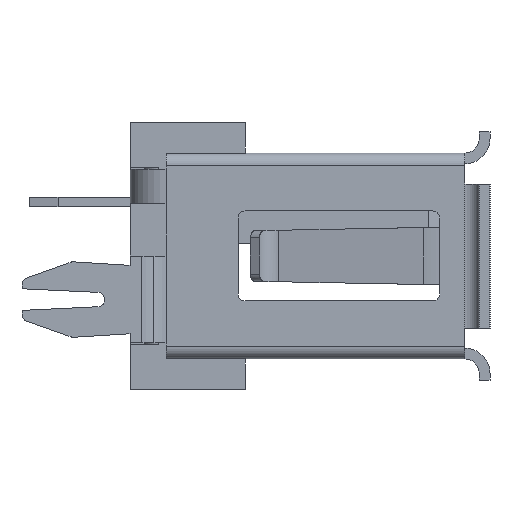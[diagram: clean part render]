
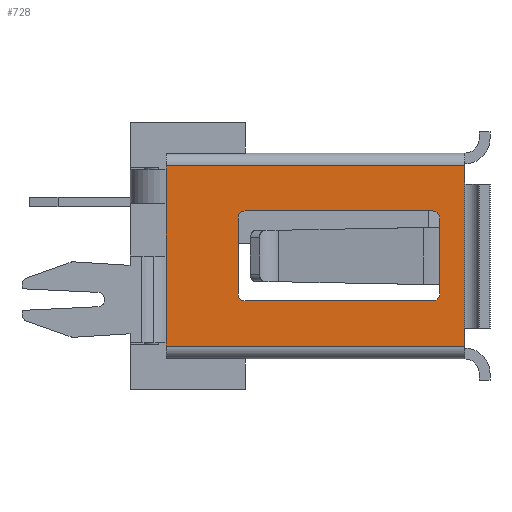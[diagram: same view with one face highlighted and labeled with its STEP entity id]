
A CAD part, left-side view. The second image highlights one B-rep face of the part: STEP entity #728.
In plain terms, the highlighted planar face has unit normal (-1, 0, 0).
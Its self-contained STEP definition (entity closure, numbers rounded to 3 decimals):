
#728 = ADVANCED_FACE( '', ( #1713, #1714 ), #1715, .T. );
#1713 = FACE_OUTER_BOUND( '', #2983, .T. );
#1714 = FACE_BOUND( '', #2984, .T. );
#1715 = PLANE( '', #2985 );
#2983 = EDGE_LOOP( '', ( #4970, #4971, #4972, #4973, #4974, #4975, #4976, #4977, #4978, #4979 ) );
#2984 = EDGE_LOOP( '', ( #4980, #4981, #4982, #4983, #4984, #4985, #4986, #4987, #4988, #4989 ) );
#2985 = AXIS2_PLACEMENT_3D( '', #4990, #4991, #4992 );
#4970 = ORIENTED_EDGE( '', *, *, #8633, .F. );
#4971 = ORIENTED_EDGE( '', *, *, #8634, .F. );
#4972 = ORIENTED_EDGE( '', *, *, #8627, .T. );
#4973 = ORIENTED_EDGE( '', *, *, #8635, .T. );
#4974 = ORIENTED_EDGE( '', *, *, #8636, .T. );
#4975 = ORIENTED_EDGE( '', *, *, #8637, .F. );
#4976 = ORIENTED_EDGE( '', *, *, #8638, .T. );
#4977 = ORIENTED_EDGE( '', *, *, #8639, .T. );
#4978 = ORIENTED_EDGE( '', *, *, #8640, .F. );
#4979 = ORIENTED_EDGE( '', *, *, #8641, .T. );
#4980 = ORIENTED_EDGE( '', *, *, #8642, .T. );
#4981 = ORIENTED_EDGE( '', *, *, #8643, .T. );
#4982 = ORIENTED_EDGE( '', *, *, #8373, .T. );
#4983 = ORIENTED_EDGE( '', *, *, #8644, .T. );
#4984 = ORIENTED_EDGE( '', *, *, #8645, .T. );
#4985 = ORIENTED_EDGE( '', *, *, #8646, .T. );
#4986 = ORIENTED_EDGE( '', *, *, #8647, .T. );
#4987 = ORIENTED_EDGE( '', *, *, #8648, .T. );
#4988 = ORIENTED_EDGE( '', *, *, #8649, .T. );
#4989 = ORIENTED_EDGE( '', *, *, #8650, .T. );
#4990 = CARTESIAN_POINT( '', ( -6.55, 4.15, -2.56 ) );
#4991 = DIRECTION( '', ( -1., 0., 0. ) );
#4992 = DIRECTION( '', ( 0., 0., 1. ) );
#8373 = EDGE_CURVE( '', #10298, #10296, #10299, .T. );
#8627 = EDGE_CURVE( '', #10720, #10402, #10721, .F. );
#8633 = EDGE_CURVE( '', #10729, #10730, #10731, .F. );
#8634 = EDGE_CURVE( '', #10720, #10729, #10732, .T. );
#8635 = EDGE_CURVE( '', #10402, #10733, #10734, .T. );
#8636 = EDGE_CURVE( '', #10733, #10735, #10736, .F. );
#8637 = EDGE_CURVE( '', #10737, #10735, #10738, .T. );
#8638 = EDGE_CURVE( '', #10737, #10739, #10740, .F. );
#8639 = EDGE_CURVE( '', #10739, #10741, #10742, .F. );
#8640 = EDGE_CURVE( '', #10743, #10741, #10744, .F. );
#8641 = EDGE_CURVE( '', #10743, #10730, #10745, .T. );
#8642 = EDGE_CURVE( '', #10746, #10747, #10748, .T. );
#8643 = EDGE_CURVE( '', #10747, #10298, #10749, .F. );
#8644 = EDGE_CURVE( '', #10296, #10750, #10751, .F. );
#8645 = EDGE_CURVE( '', #10750, #10752, #10753, .T. );
#8646 = EDGE_CURVE( '', #10752, #10754, #10755, .F. );
#8647 = EDGE_CURVE( '', #10754, #9822, #10756, .T. );
#8648 = EDGE_CURVE( '', #9822, #10757, #10758, .T. );
#8649 = EDGE_CURVE( '', #10757, #10759, #10760, .T. );
#8650 = EDGE_CURVE( '', #10759, #10746, #10761, .F. );
#9822 = VERTEX_POINT( '', #12299 );
#10296 = VERTEX_POINT( '', #12975 );
#10298 = VERTEX_POINT( '', #12978 );
#10299 = LINE( '', #12979, #12980 );
#10402 = VERTEX_POINT( '', #13127 );
#10720 = VERTEX_POINT( '', #13572 );
#10721 = LINE( '', #13573, #13574 );
#10729 = VERTEX_POINT( '', #13584 );
#10730 = VERTEX_POINT( '', #13585 );
#10731 = LINE( '', #13586, #13587 );
#10732 = LINE( '', #13588, #13589 );
#10733 = VERTEX_POINT( '', #13590 );
#10734 = LINE( '', #13591, #13592 );
#10735 = VERTEX_POINT( '', #13593 );
#10736 = LINE( '', #13594, #13595 );
#10737 = VERTEX_POINT( '', #13596 );
#10738 = LINE( '', #13597, #13598 );
#10739 = VERTEX_POINT( '', #13599 );
#10740 = LINE( '', #13600, #13601 );
#10741 = VERTEX_POINT( '', #13602 );
#10742 = LINE( '', #13603, #13604 );
#10743 = VERTEX_POINT( '', #13605 );
#10744 = LINE( '', #13606, #13607 );
#10745 = LINE( '', #13608, #13609 );
#10746 = VERTEX_POINT( '', #13610 );
#10747 = VERTEX_POINT( '', #13611 );
#10748 = LINE( '', #13612, #13613 );
#10749 = CIRCLE( '', #13614, 0.2 );
#10750 = VERTEX_POINT( '', #13615 );
#10751 = CIRCLE( '', #13616, 0.2 );
#10752 = VERTEX_POINT( '', #13617 );
#10753 = LINE( '', #13618, #13619 );
#10754 = VERTEX_POINT( '', #13620 );
#10755 = CIRCLE( '', #13621, 0.2 );
#10756 = LINE( '', #13622, #13623 );
#10757 = VERTEX_POINT( '', #13624 );
#10758 = LINE( '', #13625, #13626 );
#10759 = VERTEX_POINT( '', #13627 );
#10760 = LINE( '', #13628, #13629 );
#10761 = CIRCLE( '', #13630, 0.2 );
#12299 = CARTESIAN_POINT( '', ( -6.55, -3.45, 0.8 ) );
#12975 = CARTESIAN_POINT( '', ( -6.55, 2.15, 1.05 ) );
#12978 = CARTESIAN_POINT( '', ( -6.55, 2.15, -1.05 ) );
#12979 = CARTESIAN_POINT( '', ( -6.55, 2.15, -2.56 ) );
#12980 = VECTOR( '', #15805, 1000. );
#13127 = CARTESIAN_POINT( '', ( -6.55, 4.15, 2.409 ) );
#13572 = CARTESIAN_POINT( '', ( -6.55, 4.15, 2.51 ) );
#13573 = CARTESIAN_POINT( '', ( -6.55, 4.15, -2.56 ) );
#13574 = VECTOR( '', #16108, 1000. );
#13584 = CARTESIAN_POINT( '', ( -6.55, -4.15, 2.51 ) );
#13585 = CARTESIAN_POINT( '', ( -6.55, -4.15, 2. ) );
#13586 = CARTESIAN_POINT( '', ( -6.55, -4.15, -2.56 ) );
#13587 = VECTOR( '', #16117, 1000. );
#13588 = CARTESIAN_POINT( '', ( -6.55, 4.15, 2.51 ) );
#13589 = VECTOR( '', #16118, 1000. );
#13590 = CARTESIAN_POINT( '', ( -6.55, 4.15, 1.459 ) );
#13591 = CARTESIAN_POINT( '', ( -6.55, 4.15, 2.409 ) );
#13592 = VECTOR( '', #16119, 1000. );
#13593 = CARTESIAN_POINT( '', ( -6.55, 4.15, -0.01 ) );
#13594 = CARTESIAN_POINT( '', ( -6.55, 4.15, -2.56 ) );
#13595 = VECTOR( '', #16120, 1000. );
#13596 = CARTESIAN_POINT( '', ( -6.55, 4.15, -2.41 ) );
#13597 = CARTESIAN_POINT( '', ( -6.55, 4.15, -2.41 ) );
#13598 = VECTOR( '', #16121, 1000. );
#13599 = CARTESIAN_POINT( '', ( -6.55, 4.15, -2.51 ) );
#13600 = CARTESIAN_POINT( '', ( -6.55, 4.15, -2.56 ) );
#13601 = VECTOR( '', #16122, 1000. );
#13602 = CARTESIAN_POINT( '', ( -6.55, -4.15, -2.51 ) );
#13603 = CARTESIAN_POINT( '', ( -6.55, 4.15, -2.51 ) );
#13604 = VECTOR( '', #16123, 1000. );
#13605 = CARTESIAN_POINT( '', ( -6.55, -4.15, -2. ) );
#13606 = CARTESIAN_POINT( '', ( -6.55, -4.15, -2.56 ) );
#13607 = VECTOR( '', #16124, 1000. );
#13608 = CARTESIAN_POINT( '', ( -6.55, -4.15, -2. ) );
#13609 = VECTOR( '', #16125, 1000. );
#13610 = CARTESIAN_POINT( '', ( -6.55, -3.25, -1.25 ) );
#13611 = CARTESIAN_POINT( '', ( -6.55, 1.95, -1.25 ) );
#13612 = CARTESIAN_POINT( '', ( -6.55, 4.15, -1.25 ) );
#13613 = VECTOR( '', #16126, 1000. );
#13614 = AXIS2_PLACEMENT_3D( '', #16127, #16128, #16129 );
#13615 = CARTESIAN_POINT( '', ( -6.55, 1.95, 1.25 ) );
#13616 = AXIS2_PLACEMENT_3D( '', #16130, #16131, #16132 );
#13617 = CARTESIAN_POINT( '', ( -6.55, -3.25, 1.25 ) );
#13618 = CARTESIAN_POINT( '', ( -6.55, 4.15, 1.25 ) );
#13619 = VECTOR( '', #16133, 1000. );
#13620 = CARTESIAN_POINT( '', ( -6.55, -3.45, 1.05 ) );
#13621 = AXIS2_PLACEMENT_3D( '', #16134, #16135, #16136 );
#13622 = CARTESIAN_POINT( '', ( -6.55, -3.45, -2.56 ) );
#13623 = VECTOR( '', #16137, 1000. );
#13624 = CARTESIAN_POINT( '', ( -6.55, -3.45, -0.8 ) );
#13625 = CARTESIAN_POINT( '', ( -6.55, -3.45, 0.8 ) );
#13626 = VECTOR( '', #16138, 1000. );
#13627 = CARTESIAN_POINT( '', ( -6.55, -3.45, -1.05 ) );
#13628 = CARTESIAN_POINT( '', ( -6.55, -3.45, -2.56 ) );
#13629 = VECTOR( '', #16139, 1000. );
#13630 = AXIS2_PLACEMENT_3D( '', #16140, #16141, #16142 );
#15805 = DIRECTION( '', ( 0., 0., 1. ) );
#16108 = DIRECTION( '', ( 0., 0., 1. ) );
#16117 = DIRECTION( '', ( 0., 0., 1. ) );
#16118 = DIRECTION( '', ( 0., -1., 0. ) );
#16119 = DIRECTION( '', ( 0., 0., -1. ) );
#16120 = DIRECTION( '', ( 0., 0., 1. ) );
#16121 = DIRECTION( '', ( 0., 0., 1. ) );
#16122 = DIRECTION( '', ( 0., 0., 1. ) );
#16123 = DIRECTION( '', ( 0., 1., 0. ) );
#16124 = DIRECTION( '', ( 0., 0., 1. ) );
#16125 = DIRECTION( '', ( 0., 0., 1. ) );
#16126 = DIRECTION( '', ( 0., 1., 0. ) );
#16127 = CARTESIAN_POINT( '', ( -6.55, 1.95, -1.05 ) );
#16128 = DIRECTION( '', ( -1., 0., 0. ) );
#16129 = DIRECTION( '', ( 0., 0., 1. ) );
#16130 = CARTESIAN_POINT( '', ( -6.55, 1.95, 1.05 ) );
#16131 = DIRECTION( '', ( -1., 0., 0. ) );
#16132 = DIRECTION( '', ( 0., 0., 1. ) );
#16133 = DIRECTION( '', ( 0., -1., 0. ) );
#16134 = CARTESIAN_POINT( '', ( -6.55, -3.25, 1.05 ) );
#16135 = DIRECTION( '', ( -1., 0., 0. ) );
#16136 = DIRECTION( '', ( 0., 0., 1. ) );
#16137 = DIRECTION( '', ( 0., 0., -1. ) );
#16138 = DIRECTION( '', ( 0., 0., -1. ) );
#16139 = DIRECTION( '', ( 0., 0., -1. ) );
#16140 = CARTESIAN_POINT( '', ( -6.55, -3.25, -1.05 ) );
#16141 = DIRECTION( '', ( -1., 0., 0. ) );
#16142 = DIRECTION( '', ( 0., 0., 1. ) );
